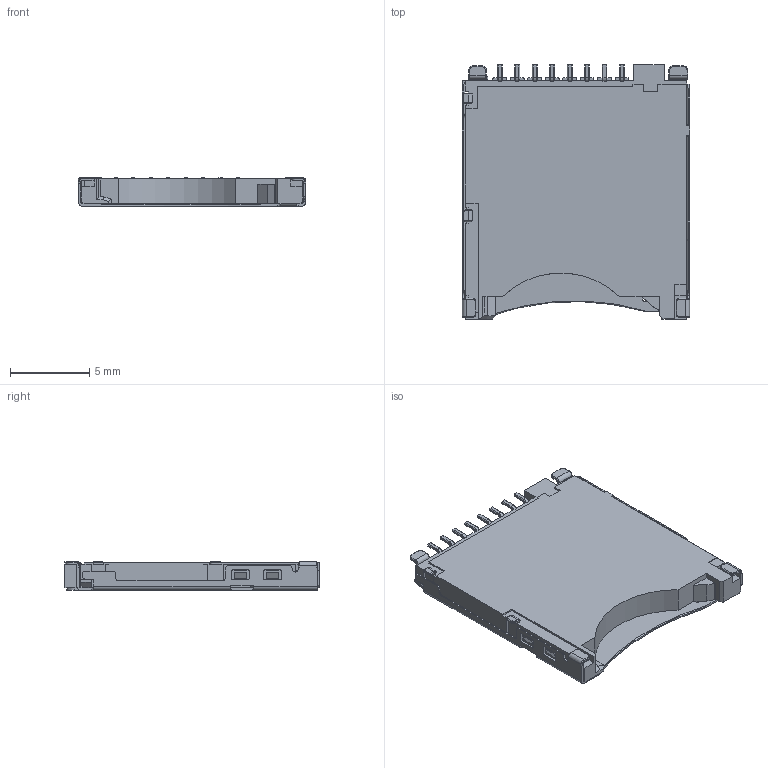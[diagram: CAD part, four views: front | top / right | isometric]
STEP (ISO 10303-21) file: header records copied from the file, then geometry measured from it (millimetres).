
FILE_DESCRIPTION((''),'2;1');
FILE_NAME('5027740891','2008-05-29T',('gga'),(''),'PRO/ENGINEER BY PARAMETRIC TECHNOLOGY CORPORATION, 2003451','PRO/ENGINEER BY PARAMETRIC TECHNOLOGY CORPORATION, 2003451','');
FILE_SCHEMA(('CONFIG_CONTROL_DESIGN'));
Length unit declared in the file: millimetre
Products named in the file (1): 5027740891
Bounding box: 14.3 x 16 x 1.8 mm (x, y, z)
Volume: 325.5 mm3; surface area: 631.8 mm2
Topology: 1 solids, 3 shells, 751 faces, 2170 edges, 1426 vertices
Faces by surface type: plane 513, cylinder 191, cone 45, extrusion 2
Entity records: 24591 total; most frequent: CARTESIAN_POINT 4549, ORIENTED_EDGE 4228, DIRECTION 4060, EDGE_CURVE 2114, VECTOR 1666, LINE 1664, VERTEX_POINT 1370, AXIS2_PLACEMENT_3D 1197
